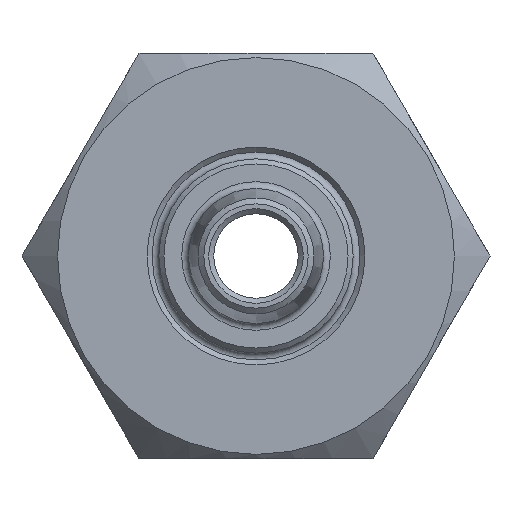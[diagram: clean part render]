
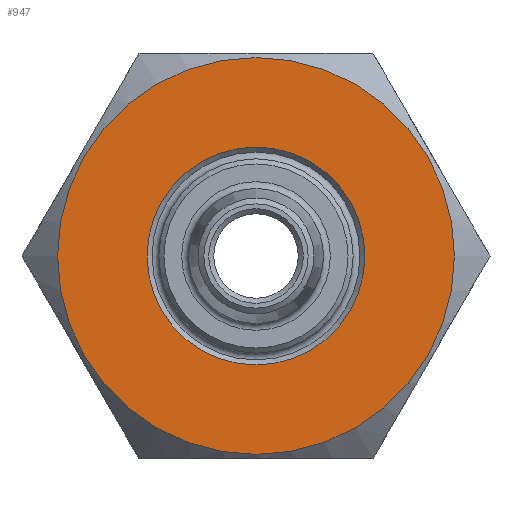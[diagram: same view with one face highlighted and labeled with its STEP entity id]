
A CAD part, left-side view. The second image highlights one B-rep face of the part: STEP entity #947.
In plain terms, the highlighted planar face has unit normal (-1, 0, 0).
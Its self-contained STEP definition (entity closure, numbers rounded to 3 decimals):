
#45=FACE_BOUND('',#166,.T.);
#73=PLANE('',#1095);
#100=FACE_OUTER_BOUND('',#165,.T.);
#165=EDGE_LOOP('',(#688));
#166=EDGE_LOOP('',(#689));
#324=CIRCLE('',#1076,11.75);
#331=CIRCLE('',#1090,6.45);
#422=VERTEX_POINT('',#1632);
#429=VERTEX_POINT('',#1665);
#512=EDGE_CURVE('',#422,#422,#324,.T.);
#526=EDGE_CURVE('',#429,#429,#331,.T.);
#688=ORIENTED_EDGE('',*,*,#512,.T.);
#689=ORIENTED_EDGE('',*,*,#526,.F.);
#947=ADVANCED_FACE('',(#100,#45),#73,.F.);
#1076=AXIS2_PLACEMENT_3D('',#1634,#1241,#1242);
#1090=AXIS2_PLACEMENT_3D('',#1666,#1274,#1275);
#1095=AXIS2_PLACEMENT_3D('',#1676,#1286,#1287);
#1241=DIRECTION('center_axis',(-1.,0.,0.));
#1242=DIRECTION('ref_axis',(0.,1.,0.));
#1274=DIRECTION('center_axis',(-1.,0.,0.));
#1275=DIRECTION('ref_axis',(0.,0.,-1.));
#1286=DIRECTION('center_axis',(1.,0.,0.));
#1287=DIRECTION('ref_axis',(0.,0.,-1.));
#1632=CARTESIAN_POINT('',(0.,-11.75,0.));
#1634=CARTESIAN_POINT('Origin',(0.,0.,0.));
#1665=CARTESIAN_POINT('',(0.,0.,6.45));
#1666=CARTESIAN_POINT('Origin',(0.,0.,0.));
#1676=CARTESIAN_POINT('Origin',(0.,0.,0.));
